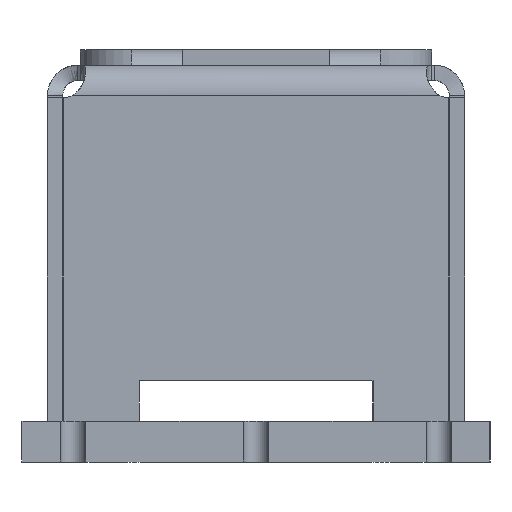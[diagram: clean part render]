
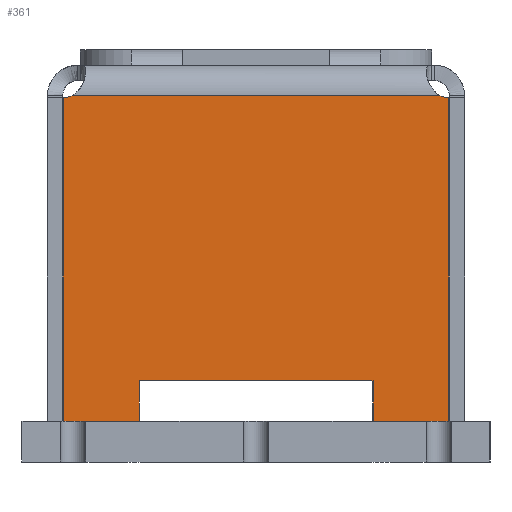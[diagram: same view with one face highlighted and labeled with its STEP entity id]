
A CAD part, left-side view. The second image highlights one B-rep face of the part: STEP entity #361.
In plain terms, the highlighted planar face has unit normal (-1, 0, 0).
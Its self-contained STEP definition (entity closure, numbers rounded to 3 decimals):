
#361=ADVANCED_FACE('',(#6662),#6664,.F.);
#6662=FACE_BOUND('',#6663,.T.);
#6663=EDGE_LOOP('',(#15249,#15250,#15251,#15252,#15253,#15254,#15255,#15256,#15257,
#15258));
#6664=PLANE('',#6665);
#6665=AXIS2_PLACEMENT_3D('',#6666,#6667,#6668);
#6666=CARTESIAN_POINT('',(-16.75,0.,7.8));
#6667=DIRECTION('',(1.,0.,0.));
#6668=DIRECTION('',(0.,0.,-1.));
#15249=ORIENTED_EDGE('',*,*,#18605,.T.);
#15250=ORIENTED_EDGE('',*,*,#18811,.F.);
#15251=ORIENTED_EDGE('',*,*,#18812,.F.);
#15252=ORIENTED_EDGE('',*,*,#18813,.F.);
#15253=ORIENTED_EDGE('',*,*,#18814,.T.);
#15254=ORIENTED_EDGE('',*,*,#18809,.F.);
#15255=ORIENTED_EDGE('',*,*,#18815,.T.);
#15256=ORIENTED_EDGE('',*,*,#18801,.F.);
#15257=ORIENTED_EDGE('',*,*,#18816,.F.);
#15258=ORIENTED_EDGE('',*,*,#18817,.T.);
#18605=EDGE_CURVE('',#20441,#20439,#20442,.T.);
#18801=EDGE_CURVE('',#20798,#20799,#20800,.T.);
#18809=EDGE_CURVE('',#20811,#20813,#20814,.T.);
#18811=EDGE_CURVE('',#20816,#20439,#20817,.T.);
#18812=EDGE_CURVE('',#20818,#20816,#20819,.T.);
#18813=EDGE_CURVE('',#20820,#20818,#20821,.T.);
#18814=EDGE_CURVE('',#20820,#20813,#20822,.T.);
#18815=EDGE_CURVE('',#20811,#20799,#20823,.T.);
#18816=EDGE_CURVE('',#20824,#20798,#20825,.T.);
#18817=EDGE_CURVE('',#20824,#20441,#20826,.T.);
#20439=VERTEX_POINT('',#23558);
#20441=VERTEX_POINT('',#23562);
#20442=LINE('',#23563,#23564);
#20798=VERTEX_POINT('',#24525);
#20799=VERTEX_POINT('',#24526);
#20800=LINE('',#24527,#24528);
#20811=VERTEX_POINT('',#24614);
#20813=VERTEX_POINT('',#24618);
#20814=LINE('',#24619,#24620);
#20816=VERTEX_POINT('',#24625);
#20817=LINE('',#24626,#24627);
#20818=VERTEX_POINT('',#24629);
#20819=LINE('',#24630,#24631);
#20820=VERTEX_POINT('',#24633);
#20821=LINE('',#24634,#24635);
#20822=LINE('',#24637,#24638);
#20823=CIRCLE('',#24640,0.45);
#20824=VERTEX_POINT('',#24644);
#20825=CIRCLE('',#24645,0.45);
#20826=LINE('',#24649,#24650);
#23558=CARTESIAN_POINT('',(-16.75,2.3,0.8));
#23562=CARTESIAN_POINT('',(-16.75,3.793,0.8));
#23563=CARTESIAN_POINT('',(-16.75,3.793,0.8));
#23564=VECTOR('',#23565,1.);
#23565=DIRECTION('',(0.,-1.,0.));
#24525=CARTESIAN_POINT('',(-16.75,3.616,7.2));
#24526=CARTESIAN_POINT('',(-16.75,-3.616,7.2));
#24527=CARTESIAN_POINT('',(-16.75,3.616,7.2));
#24528=VECTOR('',#24529,1.);
#24529=DIRECTION('',(0.,-1.,0.));
#24614=CARTESIAN_POINT('',(-16.75,-3.793,7.164));
#24618=CARTESIAN_POINT('',(-16.75,-3.793,0.8));
#24619=CARTESIAN_POINT('',(-16.75,-3.793,7.164));
#24620=VECTOR('',#24621,1.);
#24621=DIRECTION('',(0.,0.,-1.));
#24625=CARTESIAN_POINT('',(-16.75,2.3,1.6));
#24626=CARTESIAN_POINT('',(-16.75,2.3,1.6));
#24627=VECTOR('',#24628,1.);
#24628=DIRECTION('',(0.,0.,-1.));
#24629=CARTESIAN_POINT('',(-16.75,-2.3,1.6));
#24630=CARTESIAN_POINT('',(-16.75,-2.3,1.6));
#24631=VECTOR('',#24632,1.);
#24632=DIRECTION('',(0.,1.,0.));
#24633=CARTESIAN_POINT('',(-16.75,-2.3,0.8));
#24634=CARTESIAN_POINT('',(-16.75,-2.3,0.8));
#24635=VECTOR('',#24636,1.);
#24636=DIRECTION('',(0.,0.,1.));
#24637=CARTESIAN_POINT('',(-16.75,-2.3,0.8));
#24638=VECTOR('',#24639,1.);
#24639=DIRECTION('',(0.,-1.,0.));
#24640=AXIS2_PLACEMENT_3D('',#24641,#24642,#24643);
#24641=CARTESIAN_POINT('',(-16.75,-3.793,7.614));
#24642=DIRECTION('',(1.,0.,0.));
#24643=DIRECTION('',(0.,0.,-1.));
#24644=CARTESIAN_POINT('',(-16.75,3.793,7.164));
#24645=AXIS2_PLACEMENT_3D('',#24646,#24647,#24648);
#24646=CARTESIAN_POINT('',(-16.75,3.793,7.614));
#24647=DIRECTION('',(-1.,0.,0.));
#24648=DIRECTION('',(0.,0.,-1.));
#24649=CARTESIAN_POINT('',(-16.75,3.793,7.164));
#24650=VECTOR('',#24651,1.);
#24651=DIRECTION('',(0.,0.,-1.));
